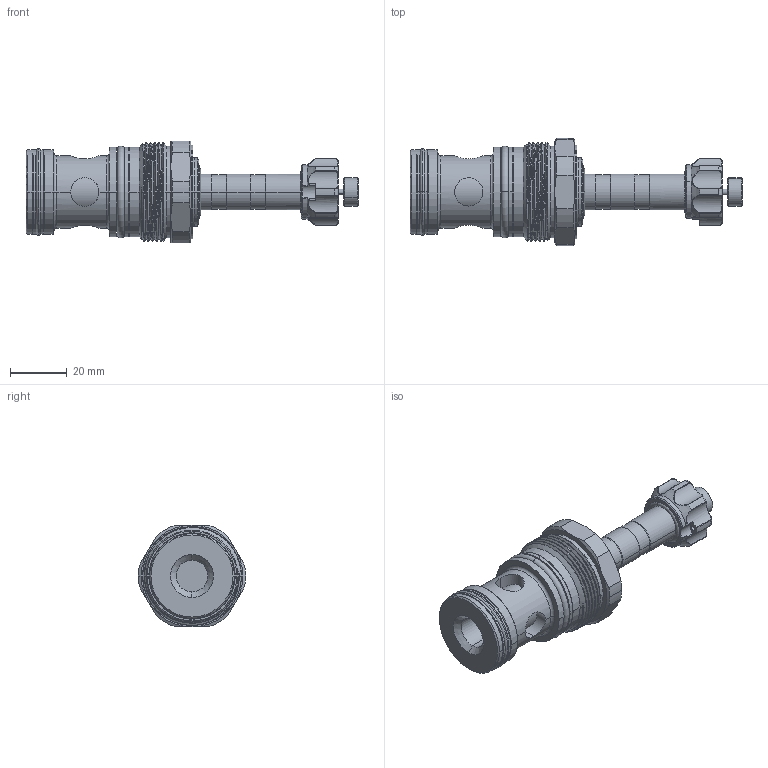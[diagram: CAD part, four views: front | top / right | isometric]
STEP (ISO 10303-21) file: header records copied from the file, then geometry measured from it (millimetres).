
FILE_DESCRIPTION (( 'STEP AP203' ), '1' );
FILE_NAME ('EP35MV2A04P05.STEP', '2020-04-16T01:14:14', ( '' ), ( '' ), 'SwSTEP 2.0', 'SolidWorks 2018', '' );
FILE_SCHEMA (( 'CONFIG_CONTROL_DESIGN' ));
Length unit declared in the file: millimetre
Products named in the file (1): EP35MV2A04P05
Bounding box: 117.4 x 37.9 x 36 mm (x, y, z)
Volume: 50899.5 mm3; surface area: 16190 mm2
Topology: 5 solids, 5 shells, 319 faces, 739 edges, 448 vertices
Faces by surface type: cylinder 141, cone 57, torus 47, plane 37, bspline 37
Entity records: 13317 total; most frequent: CARTESIAN_POINT 6236, DIRECTION 1481, ORIENTED_EDGE 1474, EDGE_CURVE 737, AXIS2_PLACEMENT_3D 644, VERTEX_POINT 448, CIRCLE 361, EDGE_LOOP 349
